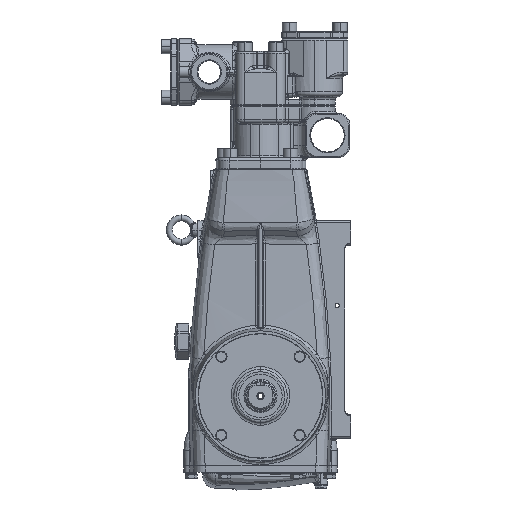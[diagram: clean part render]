
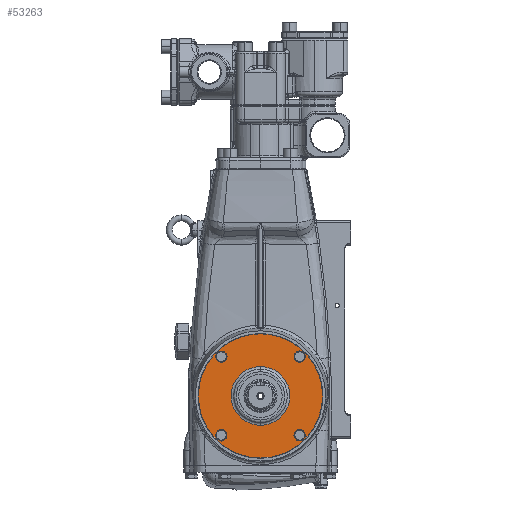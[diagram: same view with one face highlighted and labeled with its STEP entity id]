
A CAD part, left-side view. The second image highlights one B-rep face of the part: STEP entity #53263.
In plain terms, the highlighted planar face has unit normal (-1, 0, 0).
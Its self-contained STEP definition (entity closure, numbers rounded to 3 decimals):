
#1198 = DIRECTION ( 'NONE',  ( 0., 1., 0. ) ) ;
#1411 = CIRCLE ( 'NONE', #102230, 0.217 ) ;
#1925 = DIRECTION ( 'NONE',  ( -1., 0., 0. ) ) ;
#3356 = VERTEX_POINT ( 'NONE', #73401 ) ;
#6173 = DIRECTION ( 'NONE',  ( 1., 0., 0. ) ) ;
#8659 = CARTESIAN_POINT ( 'NONE',  ( -7.441, 0., 0. ) ) ;
#9489 = DIRECTION ( 'NONE',  ( 1., 0., 0. ) ) ;
#9620 = CARTESIAN_POINT ( 'NONE',  ( -7.441, 0., -1.916 ) ) ;
#10140 = CIRCLE ( 'NONE', #130782, 1.916 ) ;
#11546 = CARTESIAN_POINT ( 'NONE',  ( -7.441, 0., 0. ) ) ;
#11607 = CARTESIAN_POINT ( 'NONE',  ( -7.441, 2.561, -2.345 ) ) ;
#11900 = DIRECTION ( 'NONE',  ( 1., 0., 0. ) ) ;
#12949 = DIRECTION ( 'NONE',  ( 0., 0., -1. ) ) ;
#13503 = CARTESIAN_POINT ( 'NONE',  ( -7.441, 2.561, -2.561 ) ) ;
#15307 = EDGE_CURVE ( 'NONE', #73029, #44214, #125424, .T. ) ;
#15530 = DIRECTION ( 'NONE',  ( 1., 0., 0. ) ) ;
#15532 = VERTEX_POINT ( 'NONE', #132305 ) ;
#16099 = ORIENTED_EDGE ( 'NONE', *, *, #45898, .T. ) ;
#17038 = EDGE_CURVE ( 'NONE', #128302, #15532, #24854, .T. ) ;
#17958 = AXIS2_PLACEMENT_3D ( 'NONE', #127978, #114305, #23599 ) ;
#19210 = CARTESIAN_POINT ( 'NONE',  ( -7.441, 2.345, 2.561 ) ) ;
#19499 = CARTESIAN_POINT ( 'NONE',  ( -7.441, 2.778, 2.561 ) ) ;
#21366 = CIRCLE ( 'NONE', #71813, 4.055 ) ;
#21977 = EDGE_CURVE ( 'NONE', #58836, #27981, #128437, .T. ) ;
#22174 = CARTESIAN_POINT ( 'NONE',  ( -7.441, 2.561, -2.561 ) ) ;
#22291 = ORIENTED_EDGE ( 'NONE', *, *, #17038, .T. ) ;
#23599 = DIRECTION ( 'NONE',  ( 0., -1., 0. ) ) ;
#24854 = CIRCLE ( 'NONE', #42346, 4.055 ) ;
#25132 = EDGE_LOOP ( 'NONE', ( #97878, #121024 ) ) ;
#27468 = FACE_OUTER_BOUND ( 'NONE', #134666, .T. ) ;
#27981 = VERTEX_POINT ( 'NONE', #9620 ) ;
#28938 = DIRECTION ( 'NONE',  ( 1., 0., 0. ) ) ;
#29237 = DIRECTION ( 'NONE',  ( -1., 0., 0. ) ) ;
#30304 = CARTESIAN_POINT ( 'NONE',  ( -7.441, 2.561, 2.561 ) ) ;
#30894 = EDGE_CURVE ( 'NONE', #15532, #128302, #21366, .T. ) ;
#31432 = DIRECTION ( 'NONE',  ( 0., 0., 1. ) ) ;
#33426 = DIRECTION ( 'NONE',  ( 1., 0., 0. ) ) ;
#34075 = VERTEX_POINT ( 'NONE', #11607 ) ;
#35895 = AXIS2_PLACEMENT_3D ( 'NONE', #13503, #33426, #97264 ) ;
#36234 = DIRECTION ( 'NONE',  ( 1., 0., 0. ) ) ;
#39717 = DIRECTION ( 'NONE',  ( 0., -1., 0. ) ) ;
#39881 = ORIENTED_EDGE ( 'NONE', *, *, #61952, .T. ) ;
#40123 = EDGE_LOOP ( 'NONE', ( #40798, #39881 ) ) ;
#40694 = EDGE_LOOP ( 'NONE', ( #100245, #16099 ) ) ;
#40798 = ORIENTED_EDGE ( 'NONE', *, *, #15307, .T. ) ;
#41715 = DIRECTION ( 'NONE',  ( 0., 0., 1. ) ) ;
#42346 = AXIS2_PLACEMENT_3D ( 'NONE', #11546, #1925, #41715 ) ;
#42562 = VERTEX_POINT ( 'NONE', #109957 ) ;
#44214 = VERTEX_POINT ( 'NONE', #19210 ) ;
#45153 = CARTESIAN_POINT ( 'NONE',  ( -7.441, 0., 0. ) ) ;
#45340 = EDGE_CURVE ( 'NONE', #42562, #119965, #92358, .T. ) ;
#45898 = EDGE_CURVE ( 'NONE', #125364, #3356, #72752, .T. ) ;
#46336 = ORIENTED_EDGE ( 'NONE', *, *, #21977, .T. ) ;
#48683 = DIRECTION ( 'NONE',  ( 0., 0., -1. ) ) ;
#50015 = CARTESIAN_POINT ( 'NONE',  ( -7.441, 4.055, 0. ) ) ;
#51016 = DIRECTION ( 'NONE',  ( 0., 0., -1. ) ) ;
#53041 = DIRECTION ( 'NONE',  ( 1., 0., 0. ) ) ;
#53263 = ADVANCED_FACE ( 'NONE', ( #122203, #133177, #110570, #100259, #60353, #27468 ), #58988, .F. ) ;
#53570 = EDGE_CURVE ( 'NONE', #27981, #58836, #10140, .T. ) ;
#55242 = VERTEX_POINT ( 'NONE', #62935 ) ;
#56779 = AXIS2_PLACEMENT_3D ( 'NONE', #133807, #6173, #39717 ) ;
#57775 = DIRECTION ( 'NONE',  ( 0., 0., -1. ) ) ;
#58836 = VERTEX_POINT ( 'NONE', #125271 ) ;
#58988 = PLANE ( 'NONE',  #115311 ) ;
#60353 = FACE_BOUND ( 'NONE', #98324, .T. ) ;
#60471 = ORIENTED_EDGE ( 'NONE', *, *, #53570, .T. ) ;
#61952 = EDGE_CURVE ( 'NONE', #44214, #73029, #84022, .T. ) ;
#61995 = EDGE_CURVE ( 'NONE', #55242, #34075, #103828, .T. ) ;
#62935 = CARTESIAN_POINT ( 'NONE',  ( -7.441, 2.561, -2.778 ) ) ;
#64972 = DIRECTION ( 'NONE',  ( 1., 0., 0. ) ) ;
#65861 = EDGE_CURVE ( 'NONE', #119965, #42562, #1411, .T. ) ;
#68602 = ORIENTED_EDGE ( 'NONE', *, *, #45340, .T. ) ;
#69054 = CARTESIAN_POINT ( 'NONE',  ( -7.441, -2.561, 2.561 ) ) ;
#70053 = CARTESIAN_POINT ( 'NONE',  ( -7.441, 0., 4.055 ) ) ;
#70809 = DIRECTION ( 'NONE',  ( 0., 1., 0. ) ) ;
#71813 = AXIS2_PLACEMENT_3D ( 'NONE', #8659, #29237, #124657 ) ;
#72752 = CIRCLE ( 'NONE', #17958, 0.217 ) ;
#73029 = VERTEX_POINT ( 'NONE', #19499 ) ;
#73401 = CARTESIAN_POINT ( 'NONE',  ( -7.441, -2.778, -2.561 ) ) ;
#74853 = CARTESIAN_POINT ( 'NONE',  ( -7.441, -2.561, 2.778 ) ) ;
#84022 = CIRCLE ( 'NONE', #101561, 0.217 ) ;
#84358 = AXIS2_PLACEMENT_3D ( 'NONE', #22174, #11900, #57775 ) ;
#88048 = AXIS2_PLACEMENT_3D ( 'NONE', #135784, #9489, #31432 ) ;
#88948 = CARTESIAN_POINT ( 'NONE',  ( -7.441, -2.345, -2.561 ) ) ;
#92358 = CIRCLE ( 'NONE', #88048, 0.217 ) ;
#96946 = EDGE_CURVE ( 'NONE', #34075, #55242, #119449, .T. ) ;
#97264 = DIRECTION ( 'NONE',  ( 0., 0., -1. ) ) ;
#97878 = ORIENTED_EDGE ( 'NONE', *, *, #61995, .T. ) ;
#98324 = EDGE_LOOP ( 'NONE', ( #60471, #46336 ) ) ;
#100245 = ORIENTED_EDGE ( 'NONE', *, *, #131372, .T. ) ;
#100259 = FACE_BOUND ( 'NONE', #25132, .T. ) ;
#101289 = AXIS2_PLACEMENT_3D ( 'NONE', #30304, #28938, #70809 ) ;
#101561 = AXIS2_PLACEMENT_3D ( 'NONE', #125472, #64972, #1198 ) ;
#102230 = AXIS2_PLACEMENT_3D ( 'NONE', #69054, #15530, #122603 ) ;
#103247 = CARTESIAN_POINT ( 'NONE',  ( -7.441, 0., 0. ) ) ;
#103828 = CIRCLE ( 'NONE', #35895, 0.217 ) ;
#109957 = CARTESIAN_POINT ( 'NONE',  ( -7.441, -2.561, 2.345 ) ) ;
#110570 = FACE_BOUND ( 'NONE', #40123, .T. ) ;
#114305 = DIRECTION ( 'NONE',  ( 1., 0., 0. ) ) ;
#115311 = AXIS2_PLACEMENT_3D ( 'NONE', #50015, #132510, #48683 ) ;
#117465 = AXIS2_PLACEMENT_3D ( 'NONE', #103247, #53041, #51016 ) ;
#119449 = CIRCLE ( 'NONE', #84358, 0.217 ) ;
#119965 = VERTEX_POINT ( 'NONE', #74853 ) ;
#121024 = ORIENTED_EDGE ( 'NONE', *, *, #96946, .T. ) ;
#121546 = ORIENTED_EDGE ( 'NONE', *, *, #65861, .T. ) ;
#122203 = FACE_BOUND ( 'NONE', #40694, .T. ) ;
#122603 = DIRECTION ( 'NONE',  ( 0., 0., 1. ) ) ;
#124657 = DIRECTION ( 'NONE',  ( 0., 0., 1. ) ) ;
#125271 = CARTESIAN_POINT ( 'NONE',  ( -7.441, 0., 1.916 ) ) ;
#125364 = VERTEX_POINT ( 'NONE', #88948 ) ;
#125424 = CIRCLE ( 'NONE', #101289, 0.217 ) ;
#125472 = CARTESIAN_POINT ( 'NONE',  ( -7.441, 2.561, 2.561 ) ) ;
#127025 = CIRCLE ( 'NONE', #56779, 0.217 ) ;
#127978 = CARTESIAN_POINT ( 'NONE',  ( -7.441, -2.561, -2.561 ) ) ;
#128302 = VERTEX_POINT ( 'NONE', #70053 ) ;
#128437 = CIRCLE ( 'NONE', #117465, 1.916 ) ;
#130782 = AXIS2_PLACEMENT_3D ( 'NONE', #45153, #36234, #12949 ) ;
#131372 = EDGE_CURVE ( 'NONE', #3356, #125364, #127025, .T. ) ;
#132305 = CARTESIAN_POINT ( 'NONE',  ( -7.441, 0., -4.055 ) ) ;
#132510 = DIRECTION ( 'NONE',  ( 1., 0., 0. ) ) ;
#133177 = FACE_BOUND ( 'NONE', #135297, .T. ) ;
#133807 = CARTESIAN_POINT ( 'NONE',  ( -7.441, -2.561, -2.561 ) ) ;
#134666 = EDGE_LOOP ( 'NONE', ( #22291, #135070 ) ) ;
#135070 = ORIENTED_EDGE ( 'NONE', *, *, #30894, .T. ) ;
#135297 = EDGE_LOOP ( 'NONE', ( #121546, #68602 ) ) ;
#135784 = CARTESIAN_POINT ( 'NONE',  ( -7.441, -2.561, 2.561 ) ) ;
